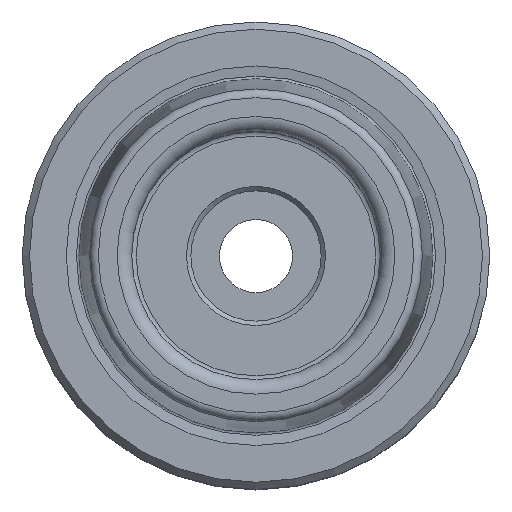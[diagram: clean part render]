
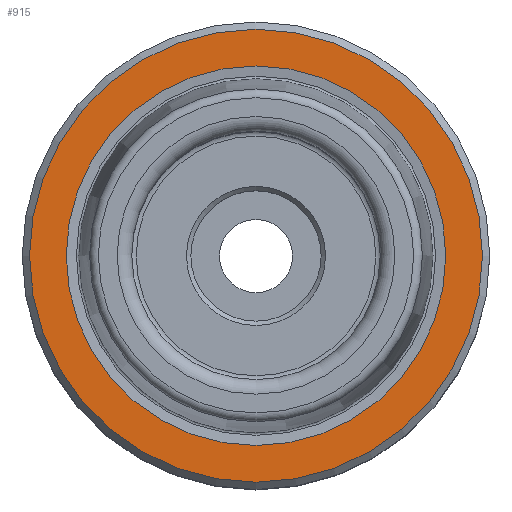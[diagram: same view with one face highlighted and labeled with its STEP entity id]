
A CAD part, top view. The second image highlights one B-rep face of the part: STEP entity #915.
In plain terms, the highlighted planar face has unit normal (0, 0, 1).
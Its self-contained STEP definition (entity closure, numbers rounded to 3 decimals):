
#112=ORIENTED_EDGE('',*,*,#193,.T.);
#113=ORIENTED_EDGE('',*,*,#192,.F.);
#192=EDGE_CURVE('',#243,#243,#294,.T.);
#193=EDGE_CURVE('',#244,#244,#295,.T.);
#243=VERTEX_POINT('',#1337);
#244=VERTEX_POINT('',#1340);
#294=CIRCLE('',#999,12.99);
#295=CIRCLE('',#1001,15.5);
#367=EDGE_LOOP('',(#112));
#368=EDGE_LOOP('',(#113));
#469=FACE_BOUND('',#367,.T.);
#470=FACE_BOUND('',#368,.T.);
#527=PLANE('',#1000);
#915=ADVANCED_FACE('',(#469,#470),#527,.T.);
#999=AXIS2_PLACEMENT_3D('',#1336,#1156,#1157);
#1000=AXIS2_PLACEMENT_3D('',#1338,#1158,#1159);
#1001=AXIS2_PLACEMENT_3D('',#1339,#1160,#1161);
#1156=DIRECTION('',(0.,0.,1.));
#1157=DIRECTION('',(1.,0.,0.));
#1158=DIRECTION('',(0.,0.,1.));
#1159=DIRECTION('',(1.,0.,0.));
#1160=DIRECTION('',(0.,0.,1.));
#1161=DIRECTION('',(1.,0.,0.));
#1336=CARTESIAN_POINT('',(0.,0.,0.));
#1337=CARTESIAN_POINT('',(12.99,0.,0.));
#1338=CARTESIAN_POINT('',(12.99,0.,0.));
#1339=CARTESIAN_POINT('',(0.,0.,0.));
#1340=CARTESIAN_POINT('',(15.5,0.,0.));
